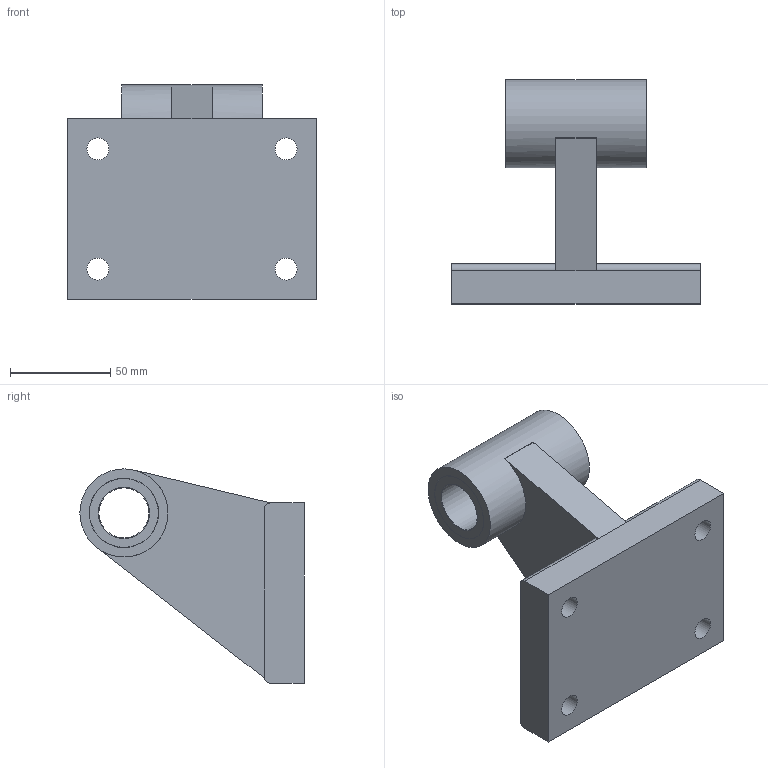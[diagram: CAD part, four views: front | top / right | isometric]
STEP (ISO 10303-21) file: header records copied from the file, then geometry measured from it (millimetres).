
FILE_DESCRIPTION(/* description */ ('STEP AP214'),/* implementation_level */ '2;1');
FILE_NAME(/* name */ '9036_LN-125',/* time_stamp */ '2024-09-04T18:23:44+02:00',/* author */ ('License CC BY-ND 4.0'),/* organization */ ('CADENAS'),/* preprocessor_version */ 'ST-DEVELOPER v19.3',/* originating_system */ 'PARTsolutions',/* authorisation */ ' ');
FILE_SCHEMA (('AUTOMOTIVE_DESIGN {1 0 10303 214 3 1 1}'));
Length unit declared in the file: millimetre
Products named in the file (1): 9036 LN-125
Bounding box: 124 x 112 x 107 mm (x, y, z)
Volume: 368552.6 mm3; surface area: 58330.8 mm2
Topology: 1 solids, 1 shells, 41 faces, 94 edges, 61 vertices
Faces by surface type: plane 20, cylinder 15, cone 6
Full cylindrical faces by diameter (mm): 11 x4, 19 x4, 25 x1, 44 x1
Entity records: 1106 total; most frequent: DIRECTION 198, CARTESIAN_POINT 174, ORIENTED_EDGE 148, AXIS2_PLACEMENT_3D 82, EDGE_CURVE 74, EDGE_LOOP 74, FACE_BOUND 74, VERTEX_POINT 58
